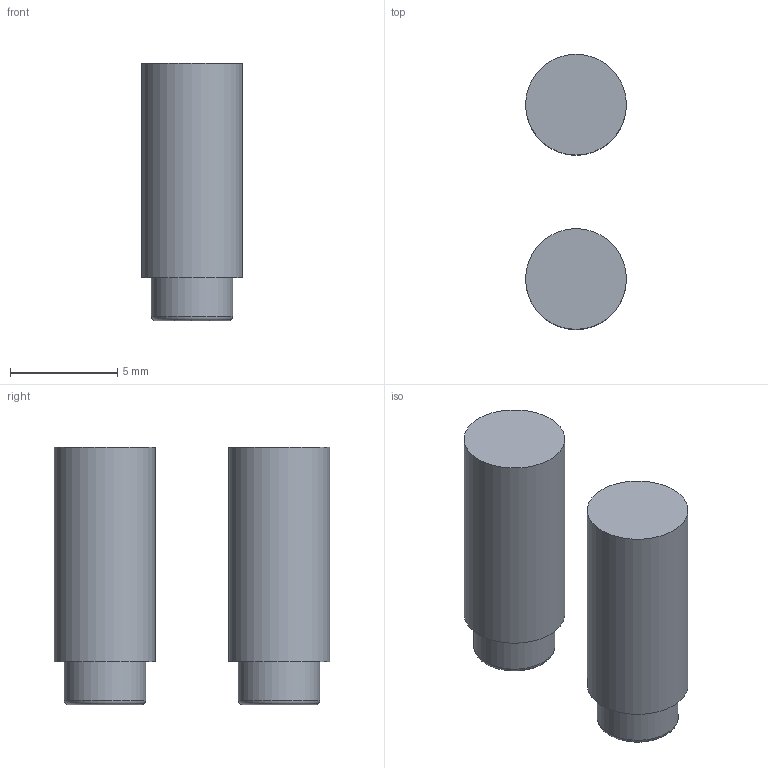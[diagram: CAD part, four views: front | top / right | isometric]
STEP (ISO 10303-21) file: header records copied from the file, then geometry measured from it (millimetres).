
FILE_DESCRIPTION(/* description */ (''),/* implementation_level */ '2;1');
FILE_NAME(/* name */ '',/* time_stamp */ '2024-04-14T20:28:25+08:00',/* author */ (''),/* organization */ (''),/* preprocessor_version */ 'ST-DEVELOPER v20',/* originating_system */ 'Autodesk Translation Framework v12.20.1.177',/* authorisation */ '');
FILE_SCHEMA (('AUTOMOTIVE_DESIGN { 1 0 10303 214 3 1 1 }'));
Length unit declared in the file: millimetre
Products named in the file (1): Fusion 零部件
Bounding box: 4.7 x 12.83 x 12 mm (x, y, z)
Volume: 391 mm3; surface area: 416.9 mm2
Topology: 2 solids, 2 shells, 30 faces, 66 edges, 44 vertices
Faces by surface type: plane 24, cylinder 4, torus 2
Full cylindrical faces by diameter (mm): 3.8 x2, 4.7 x2
Entity records: 856 total; most frequent: DIRECTION 142, CARTESIAN_POINT 141, ORIENTED_EDGE 132, EDGE_CURVE 66, LINE 52, VECTOR 52, AXIS2_PLACEMENT_3D 45, VERTEX_POINT 44
